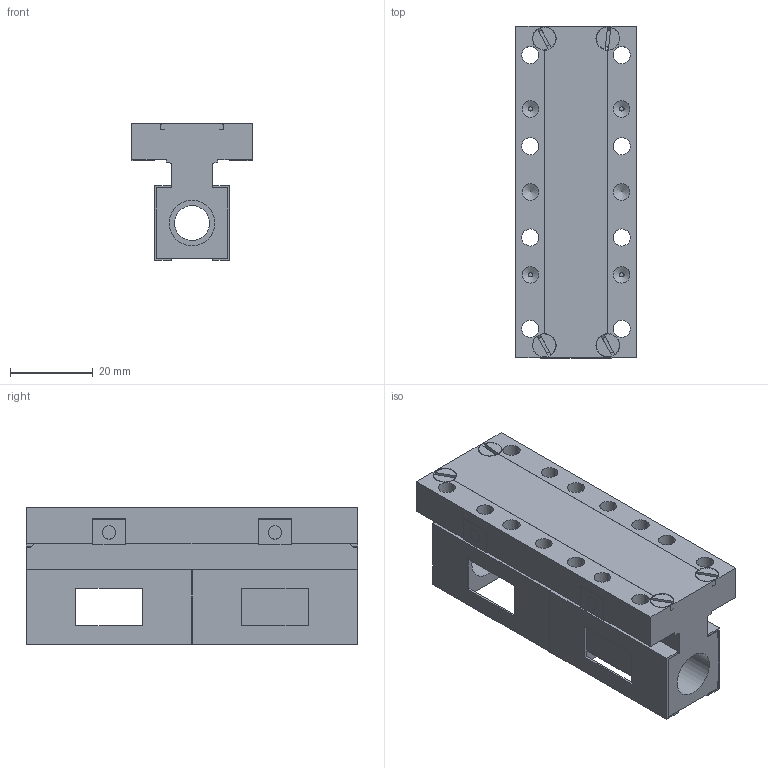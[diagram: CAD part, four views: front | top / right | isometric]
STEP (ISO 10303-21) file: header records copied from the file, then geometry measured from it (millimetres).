
FILE_DESCRIPTION(/* description */ ('Unknown'),/* implementation_level */ '2;1');
FILE_NAME(/* name */ 'A-0000186-Schlitten30-80lg',/* time_stamp */ '2020-04-02T16:59:00+02:00',/* author */ ('Unknown'),/* organization */ ('Unknown'),/* preprocessor_version */ 'ST-DEVELOPER v16.7',/* originating_system */ 'Solid Edge',/* authorisation */ 'Unknown');
FILE_SCHEMA (('AUTOMOTIVE_DESIGN {1 0 10303 214 3 1 1}'));
Length unit declared in the file: millimetre
Products named in the file (1): A-0000186-Schlitten30-80lg-dy
Bounding box: 29.02 x 80 x 33 mm (x, y, z)
Volume: 37282.3 mm3; surface area: 19095 mm2
Topology: 1 solids, 5 shells, 330 faces, 960 edges, 636 vertices
Faces by surface type: plane 234, cylinder 68, cone 28
Full cylindrical faces by diameter (mm): 4 x10, 4.134 x8, 4.5 x2, 8.376 x1, 11 x3
Entity records: 12885 total; most frequent: CARTESIAN_POINT 2024, ORIENTED_EDGE 1780, DIRECTION 1692, EDGE_CURVE 890, LINE 660, VECTOR 660, VERTEX_POINT 606, AXIS2_PLACEMENT_3D 516
